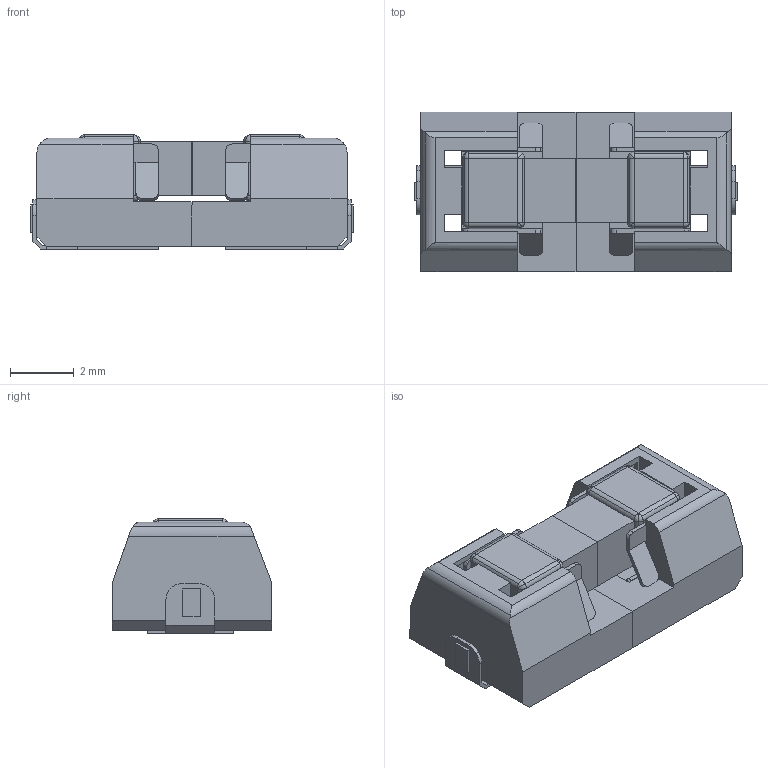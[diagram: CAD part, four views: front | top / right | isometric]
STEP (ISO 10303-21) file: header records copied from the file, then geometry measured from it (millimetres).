
FILE_DESCRIPTION (( 'STEP AP214' ), '1' );
FILE_NAME ('OMNI-BLOK_Holder.STEP', '2021-05-03T16:04:49', ( '' ), ( '' ), 'SwSTEP 2.0', 'SolidWorks 2018', '' );
FILE_SCHEMA (( 'AUTOMOTIVE_DESIGN' ));
Length unit declared in the file: millimetre
Products named in the file (1): OMNI-BLOK_Holder
Bounding box: 10.13 x 5 x 3.58 mm (x, y, z)
Volume: 114 mm3; surface area: 434.8 mm2
Topology: 8 solids, 8 shells, 368 faces, 968 edges, 616 vertices
Faces by surface type: plane 224, cylinder 112, sphere 32
Entity records: 15438 total; most frequent: CARTESIAN_POINT 2110, ORIENTED_EDGE 1936, DIRECTION 1888, EDGE_CURVE 968, LINE 726, VECTOR 726, VERTEX_POINT 616, AXIS2_PLACEMENT_3D 581
